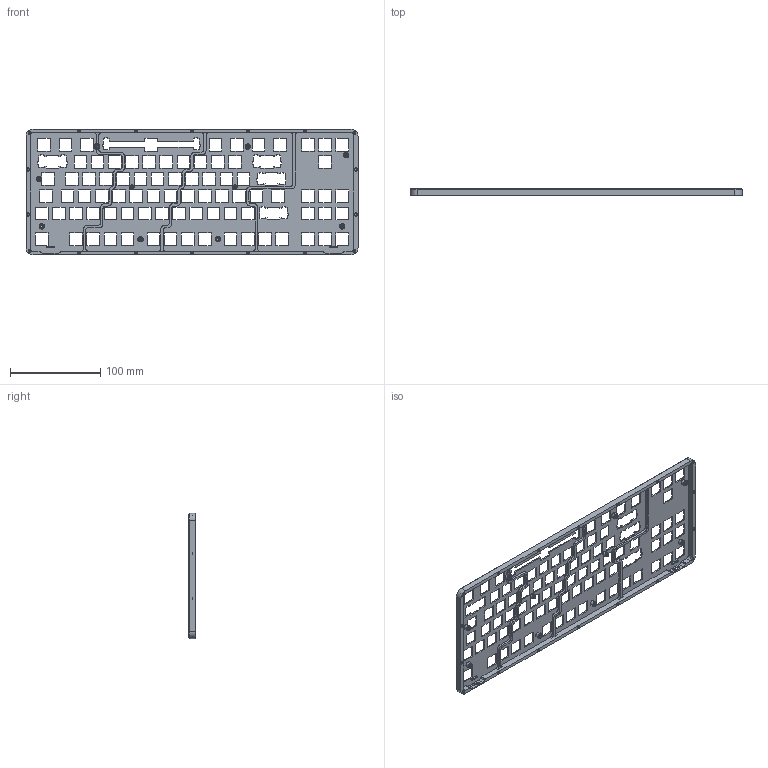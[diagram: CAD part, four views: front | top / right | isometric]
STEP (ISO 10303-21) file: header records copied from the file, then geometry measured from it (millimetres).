
FILE_DESCRIPTION (( 'STEP AP203' ), '1' );
FILE_NAME ('k-type-case-.STEP', '2017-11-03T06:42:12', ( 'Windows User' ), ( '' ), 'SwSTEP 2.0', 'SolidWorks 2015', '' );
FILE_SCHEMA (( 'CONFIG_CONTROL_DESIGN' ));
Length unit declared in the file: millimetre
Products named in the file (1): k-type-case-
Bounding box: 368.27 x 7.75 x 139.49 mm (x, y, z)
Volume: 74962.5 mm3; surface area: 90503.5 mm2
Topology: 1 solids, 1 shells, 994 faces, 2726 edges, 1730 vertices
Faces by surface type: plane 642, cylinder 188, cone 164
Entity records: 31159 total; most frequent: CARTESIAN_POINT 5399, ORIENTED_EDGE 5348, DIRECTION 5156, EDGE_CURVE 2674, LINE 2182, VECTOR 2182, VERTEX_POINT 1730, AXIS2_PLACEMENT_3D 1487
